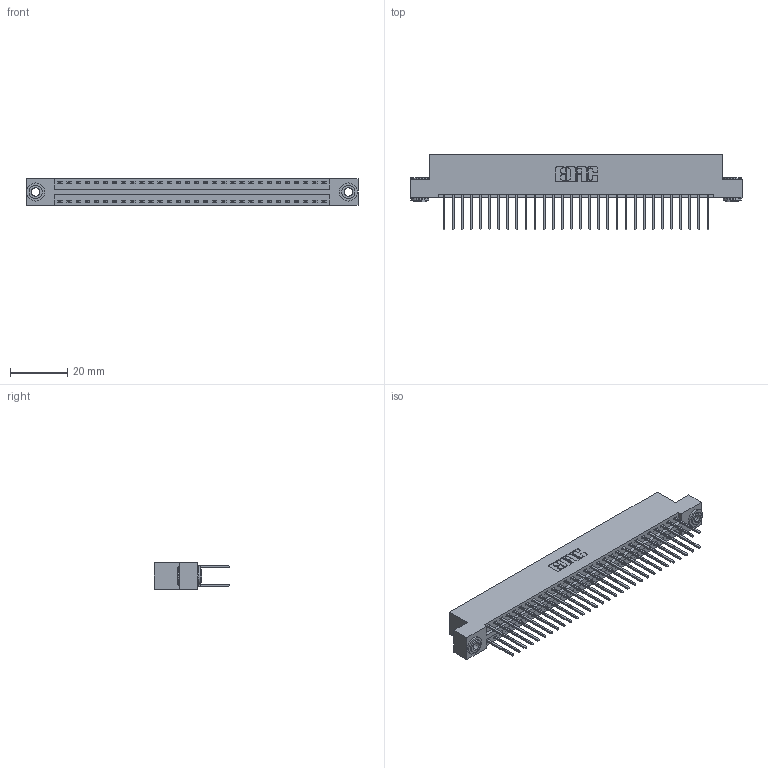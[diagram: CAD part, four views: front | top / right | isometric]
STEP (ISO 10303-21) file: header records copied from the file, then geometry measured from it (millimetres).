
FILE_DESCRIPTION (( 'STEP AP203' ), '1' );
FILE_NAME ('346-060-522-203.STEP', '2022-05-21T10:46:55', ( '' ), ( '' ), 'SwSTEP 2.0', 'SolidWorks 2020', '' );
FILE_SCHEMA (( 'CONFIG_CONTROL_DESIGN' ));
Length unit declared in the file: inch
Products named in the file (4): 346 Part_Flush Mounting Lugs - 0.156 Dia-TH; 345-250-002_345-250-002-102; 345-292-001_345-293-122; 346-060-522-203
Assembly tree (63 placements, depth 2):
  346-060-522-203
    346 Part_Flush Mounting Lugs - 0.156 Dia-TH
    345-292-001_345-293-122  x60
    345-250-002_345-250-002-102  x2
Bounding box: 115.82 x 26.42 x 9.4 mm (x, y, z)
Volume: 11356.1 mm3; surface area: 16382.5 mm2
Topology: 63 solids, 63 shells, 3294 faces, 9741 edges, 6410 vertices
Faces by surface type: plane 2200, cylinder 1086, cone 8
Entity records: 22278 total; most frequent: CARTESIAN_POINT 3669, ORIENTED_EDGE 3594, DIRECTION 3315, EDGE_CURVE 1797, VECTOR 1521, LINE 1521, VERTEX_POINT 1194, AXIS2_PLACEMENT_3D 897
